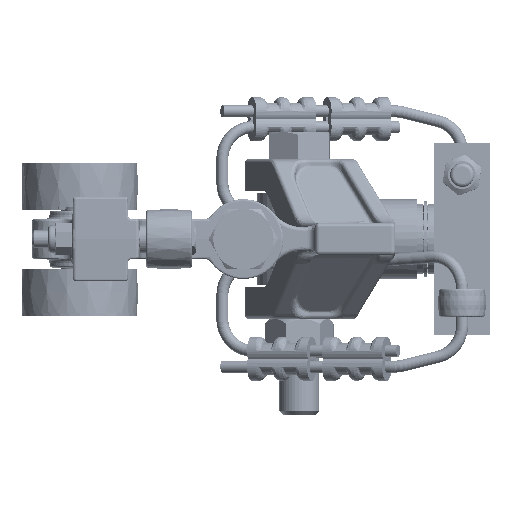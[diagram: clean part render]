
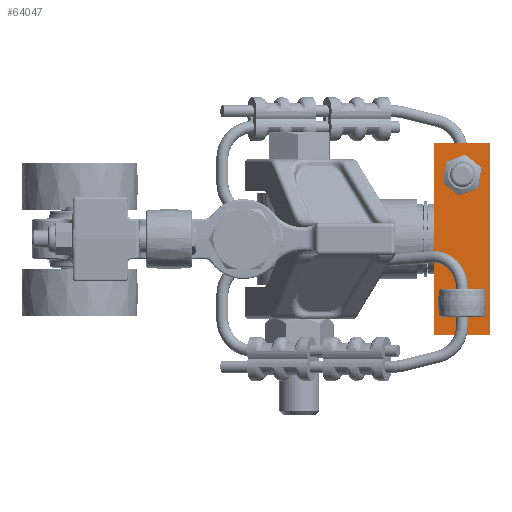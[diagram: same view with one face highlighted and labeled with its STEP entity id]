
A CAD part, left-side view. The second image highlights one B-rep face of the part: STEP entity #64047.
In plain terms, the highlighted face is planar.
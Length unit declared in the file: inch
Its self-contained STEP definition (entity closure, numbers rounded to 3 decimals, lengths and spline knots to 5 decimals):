
#63941=CARTESIAN_POINT('',(1.92182,-2.12844,0.21875));
#63942=VERTEX_POINT('',#63941);
#63943=CARTESIAN_POINT('',(1.92182,-2.12844,0.4375));
#63944=DIRECTION('',(-1.0,0.0,0.0));
#63945=DIRECTION('',(0.0,0.0,-1.0));
#63946=AXIS2_PLACEMENT_3D('',#63943,#63944,#63945);
#63947=CIRCLE('',#63946,0.21875);
#63948=EDGE_CURVE('',#63942,#63942,#63947,.T.);
#63990=CARTESIAN_POINT('',(1.92182,-0.12844,0.21875));
#63991=VERTEX_POINT('',#63990);
#63992=CARTESIAN_POINT('',(1.92182,-0.12844,0.4375));
#63993=DIRECTION('',(-1.0,0.0,0.0));
#63994=DIRECTION('',(0.0,0.0,-1.0));
#63995=AXIS2_PLACEMENT_3D('',#63992,#63993,#63994);
#63996=CIRCLE('',#63995,0.21875);
#63997=EDGE_CURVE('',#63991,#63991,#63996,.T.);
#64002=CARTESIAN_POINT('',(1.92182,0.37156,0.0));
#64003=DIRECTION('',(1.0,0.0,0.0));
#64004=DIRECTION('',(0.0,0.0,-1.0));
#64005=AXIS2_PLACEMENT_3D('',#64002,#64003,#64004);
#64006=PLANE('',#64005);
#64007=CARTESIAN_POINT('',(1.92182,0.37156,0.875));
#64008=VERTEX_POINT('',#64007);
#64009=CARTESIAN_POINT('',(1.92182,-2.62844,0.875));
#64010=VERTEX_POINT('',#64009);
#64011=CARTESIAN_POINT('',(1.92182,0.37156,0.875));
#64012=DIRECTION('',(0.0,-1.0,0.0));
#64013=VECTOR('',#64012,3.);
#64014=LINE('',#64011,#64013);
#64015=EDGE_CURVE('',#64008,#64010,#64014,.T.);
#64016=ORIENTED_EDGE('',*,*,#64015,.T.);
#64017=CARTESIAN_POINT('',(1.92182,-2.62844,0.0));
#64018=VERTEX_POINT('',#64017);
#64019=CARTESIAN_POINT('',(1.92182,-2.62844,0.0));
#64020=DIRECTION('',(0.0,0.0,1.0));
#64021=VECTOR('',#64020,0.875);
#64022=LINE('',#64019,#64021);
#64023=EDGE_CURVE('',#64018,#64010,#64022,.T.);
#64024=ORIENTED_EDGE('',*,*,#64023,.F.);
#64025=CARTESIAN_POINT('',(1.92182,0.37156,0.0));
#64026=VERTEX_POINT('',#64025);
#64027=CARTESIAN_POINT('',(1.92182,0.37156,0.0));
#64028=DIRECTION('',(0.0,-1.0,0.0));
#64029=VECTOR('',#64028,3.);
#64030=LINE('',#64027,#64029);
#64031=EDGE_CURVE('',#64026,#64018,#64030,.T.);
#64032=ORIENTED_EDGE('',*,*,#64031,.F.);
#64033=CARTESIAN_POINT('',(1.92182,0.37156,0.0));
#64034=DIRECTION('',(0.0,0.0,1.0));
#64035=VECTOR('',#64034,0.875);
#64036=LINE('',#64033,#64035);
#64037=EDGE_CURVE('',#64026,#64008,#64036,.T.);
#64038=ORIENTED_EDGE('',*,*,#64037,.T.);
#64039=EDGE_LOOP('',(#64016,#64024,#64032,#64038));
#64040=FACE_OUTER_BOUND('',#64039,.T.);
#64041=ORIENTED_EDGE('',*,*,#63948,.T.);
#64042=EDGE_LOOP('',(#64041));
#64043=FACE_BOUND('',#64042,.T.);
#64044=ORIENTED_EDGE('',*,*,#63997,.T.);
#64045=EDGE_LOOP('',(#64044));
#64046=FACE_BOUND('',#64045,.T.);
#64047=ADVANCED_FACE('',(#64040,#64043,#64046),#64006,.T.);
